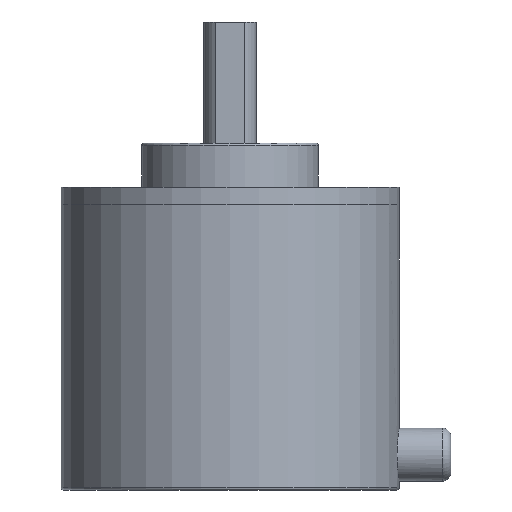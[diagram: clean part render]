
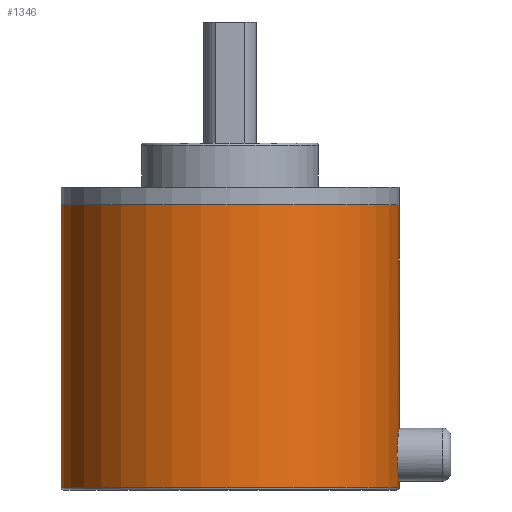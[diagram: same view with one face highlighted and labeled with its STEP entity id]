
A CAD part, left-side view. The second image highlights one B-rep face of the part: STEP entity #1346.
In plain terms, the highlighted cylindrical face has radius 19.125 mm (diameter 38.25 mm), a full revolution.
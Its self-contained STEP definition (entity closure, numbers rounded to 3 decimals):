
#19=B_SPLINE_CURVE_WITH_KNOTS('',3,(#2357,#2358,#2359,#2360,#2361,#2362,
#2363,#2364,#2365,#2366,#2367,#2368,#2369,#2370,#2371,#2372,#2373,#2374),
 .UNSPECIFIED.,.F.,.F.,(4,2,2,2,2,2,2,2,4),(0.,0.113,0.226,
0.34,0.453,0.566,0.679,
0.792,0.906),.UNSPECIFIED.);
#20=B_SPLINE_CURVE_WITH_KNOTS('',3,(#2375,#2376,#2377,#2378,#2379,#2380,
#2381,#2382,#2383,#2384,#2385,#2386,#2387,#2388,#2389,#2390,#2391,#2392),
 .UNSPECIFIED.,.F.,.F.,(4,2,2,2,2,2,2,2,4),(0.906,1.019,
1.132,1.245,1.358,1.472,1.585,
1.698,1.811),.UNSPECIFIED.);
#76=FACE_BOUND('',#330,.T.);
#212=FACE_OUTER_BOUND('',#329,.T.);
#329=EDGE_LOOP('',(#1138,#1139,#1140,#1141));
#330=EDGE_LOOP('',(#1142,#1143));
#405=LINE('',#2403,#471);
#471=VECTOR('',#1955,19.125);
#577=CIRCLE('',#1557,19.125);
#580=CIRCLE('',#1562,19.125);
#686=VERTEX_POINT('',#2354);
#687=VERTEX_POINT('',#2356);
#688=VERTEX_POINT('',#2395);
#690=VERTEX_POINT('',#2402);
#841=EDGE_CURVE('',#687,#686,#19,.T.);
#842=EDGE_CURVE('',#686,#687,#20,.T.);
#843=EDGE_CURVE('',#688,#688,#577,.T.);
#846=EDGE_CURVE('',#688,#690,#405,.T.);
#847=EDGE_CURVE('',#690,#690,#580,.T.);
#1138=ORIENTED_EDGE('',*,*,#843,.F.);
#1139=ORIENTED_EDGE('',*,*,#846,.T.);
#1140=ORIENTED_EDGE('',*,*,#847,.F.);
#1141=ORIENTED_EDGE('',*,*,#846,.F.);
#1142=ORIENTED_EDGE('',*,*,#841,.T.);
#1143=ORIENTED_EDGE('',*,*,#842,.T.);
#1269=CYLINDRICAL_SURFACE('',#1561,19.125);
#1346=ADVANCED_FACE('',(#212,#76),#1269,.T.);
#1557=AXIS2_PLACEMENT_3D('',#2396,#1945,#1946);
#1561=AXIS2_PLACEMENT_3D('',#2401,#1953,#1954);
#1562=AXIS2_PLACEMENT_3D('',#2404,#1956,#1957);
#1945=DIRECTION('center_axis',(0.,0.,-1.));
#1946=DIRECTION('ref_axis',(1.,0.,0.));
#1953=DIRECTION('center_axis',(0.,0.,1.));
#1954=DIRECTION('ref_axis',(1.,0.,0.));
#1955=DIRECTION('',(0.,0.,1.));
#1956=DIRECTION('center_axis',(0.,0.,1.));
#1957=DIRECTION('ref_axis',(1.,0.,0.));
#2354=CARTESIAN_POINT('',(-3.,-18.888,6.));
#2356=CARTESIAN_POINT('',(3.,-18.888,6.));
#2357=CARTESIAN_POINT('Ctrl Pts',(3.,-18.888,6.));
#2358=CARTESIAN_POINT('Ctrl Pts',(3.,-18.888,5.623));
#2359=CARTESIAN_POINT('Ctrl Pts',(2.924,-18.901,5.221));
#2360=CARTESIAN_POINT('Ctrl Pts',(2.618,-18.946,4.482));
#2361=CARTESIAN_POINT('Ctrl Pts',(2.387,-18.977,4.145));
#2362=CARTESIAN_POINT('Ctrl Pts',(1.855,-19.037,3.613));
#2363=CARTESIAN_POINT('Ctrl Pts',(1.518,-19.068,3.382));
#2364=CARTESIAN_POINT('Ctrl Pts',(0.779,-19.113,3.076));
#2365=CARTESIAN_POINT('Ctrl Pts',(0.377,-19.125,3.));
#2366=CARTESIAN_POINT('Ctrl Pts',(-0.377,-19.125,3.));
#2367=CARTESIAN_POINT('Ctrl Pts',(-0.779,-19.113,3.076));
#2368=CARTESIAN_POINT('Ctrl Pts',(-1.518,-19.068,3.382));
#2369=CARTESIAN_POINT('Ctrl Pts',(-1.855,-19.037,3.613));
#2370=CARTESIAN_POINT('Ctrl Pts',(-2.387,-18.977,4.145));
#2371=CARTESIAN_POINT('Ctrl Pts',(-2.618,-18.946,4.482));
#2372=CARTESIAN_POINT('Ctrl Pts',(-2.924,-18.901,5.221));
#2373=CARTESIAN_POINT('Ctrl Pts',(-3.,-18.888,5.623));
#2374=CARTESIAN_POINT('Ctrl Pts',(-3.,-18.888,6.));
#2375=CARTESIAN_POINT('Ctrl Pts',(-3.,-18.888,6.));
#2376=CARTESIAN_POINT('Ctrl Pts',(-3.,-18.888,6.377));
#2377=CARTESIAN_POINT('Ctrl Pts',(-2.924,-18.901,6.779));
#2378=CARTESIAN_POINT('Ctrl Pts',(-2.618,-18.946,7.518));
#2379=CARTESIAN_POINT('Ctrl Pts',(-2.387,-18.977,7.855));
#2380=CARTESIAN_POINT('Ctrl Pts',(-1.855,-19.037,8.387));
#2381=CARTESIAN_POINT('Ctrl Pts',(-1.518,-19.068,8.618));
#2382=CARTESIAN_POINT('Ctrl Pts',(-0.779,-19.113,
8.924));
#2383=CARTESIAN_POINT('Ctrl Pts',(-0.377,-19.125,9.));
#2384=CARTESIAN_POINT('Ctrl Pts',(0.377,-19.125,9.));
#2385=CARTESIAN_POINT('Ctrl Pts',(0.779,-19.113,8.924));
#2386=CARTESIAN_POINT('Ctrl Pts',(1.518,-19.068,8.618));
#2387=CARTESIAN_POINT('Ctrl Pts',(1.855,-19.037,8.387));
#2388=CARTESIAN_POINT('Ctrl Pts',(2.387,-18.977,7.855));
#2389=CARTESIAN_POINT('Ctrl Pts',(2.618,-18.946,7.518));
#2390=CARTESIAN_POINT('Ctrl Pts',(2.924,-18.901,6.779));
#2391=CARTESIAN_POINT('Ctrl Pts',(3.,-18.888,6.377));
#2392=CARTESIAN_POINT('Ctrl Pts',(3.,-18.888,6.));
#2395=CARTESIAN_POINT('',(-19.125,0.,2.25));
#2396=CARTESIAN_POINT('Origin',(0.,0.,2.25));
#2401=CARTESIAN_POINT('Origin',(0.,0.,0.));
#2402=CARTESIAN_POINT('',(-19.125,0.,34.25));
#2403=CARTESIAN_POINT('',(-19.125,0.,0.));
#2404=CARTESIAN_POINT('Origin',(0.,0.,34.25));
